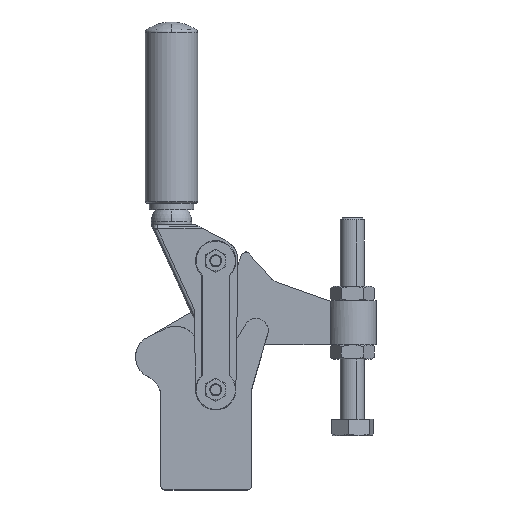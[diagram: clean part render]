
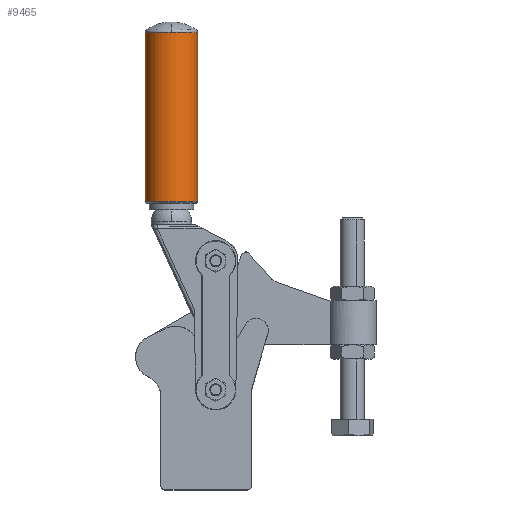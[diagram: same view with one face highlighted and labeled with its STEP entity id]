
A CAD part, top view. The second image highlights one B-rep face of the part: STEP entity #9465.
In plain terms, the highlighted cylindrical face has radius 13 mm (diameter 26 mm), a partial arc.
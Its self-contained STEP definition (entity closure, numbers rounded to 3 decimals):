
#9325=AXIS2_PLACEMENT_3D('Circle Axis2P3D',#9323,#9324,$) ;
#9351=AXIS2_PLACEMENT_3D('Circle Axis2P3D',#9349,#9350,$) ;
#9443=AXIS2_PLACEMENT_3D('Cylinder Axis2P3D',#9440,#9441,#9442) ;
#9447=AXIS2_PLACEMENT_3D('Circle Axis2P3D',#9445,#9446,$) ;
#9454=AXIS2_PLACEMENT_3D('Circle Axis2P3D',#9452,#9453,$) ;
#9320=CARTESIAN_POINT('Vertex',(-150.603,129.344,0.)) ;
#9323=CARTESIAN_POINT('Axis2P3D Location',(-163.603,129.344,0.)) ;
#9327=CARTESIAN_POINT('Vertex',(-163.603,129.344,13.)) ;
#9349=CARTESIAN_POINT('Axis2P3D Location',(-163.603,129.344,0.)) ;
#9353=CARTESIAN_POINT('Vertex',(-176.603,129.344,0.)) ;
#9399=CARTESIAN_POINT('Line Origine',(-176.603,171.195,0.)) ;
#9403=CARTESIAN_POINT('Vertex',(-176.603,213.047,0.)) ;
#9423=CARTESIAN_POINT('Vertex',(-150.603,213.047,0.)) ;
#9426=CARTESIAN_POINT('Line Origine',(-150.603,171.195,0.)) ;
#9440=CARTESIAN_POINT('Axis2P3D Location',(-163.603,171.195,0.)) ;
#9445=CARTESIAN_POINT('Axis2P3D Location',(-163.603,213.047,0.)) ;
#9449=CARTESIAN_POINT('Vertex',(-163.603,213.047,13.)) ;
#9452=CARTESIAN_POINT('Axis2P3D Location',(-163.603,213.047,0.)) ;
#9324=DIRECTION('Axis2P3D Direction',(0.,-1.,0.)) ;
#9350=DIRECTION('Axis2P3D Direction',(0.,-1.,0.)) ;
#9400=DIRECTION('Vector Direction',(0.,-1.,0.)) ;
#9427=DIRECTION('Vector Direction',(0.,-1.,0.)) ;
#9441=DIRECTION('Axis2P3D Direction',(0.,-1.,0.)) ;
#9442=DIRECTION('Axis2P3D XDirection',(1.,0.,0.)) ;
#9446=DIRECTION('Axis2P3D Direction',(0.,-1.,0.)) ;
#9453=DIRECTION('Axis2P3D Direction',(0.,-1.,0.)) ;
#9401=VECTOR('Line Direction',#9400,1.) ;
#9428=VECTOR('Line Direction',#9427,1.) ;
#9458=ORIENTED_EDGE('',*,*,#9430,.T.) ;
#9459=ORIENTED_EDGE('',*,*,#9451,.T.) ;
#9460=ORIENTED_EDGE('',*,*,#9456,.T.) ;
#9461=ORIENTED_EDGE('',*,*,#9405,.T.) ;
#9462=ORIENTED_EDGE('',*,*,#9355,.F.) ;
#9463=ORIENTED_EDGE('',*,*,#9329,.F.) ;
#9465=ADVANCED_FACE('MODULSPANNER_TS_V_HD_800_S_357825',(#9464),#9444,.T.) ;
#9326=CIRCLE('generated circle',#9325,13.) ;
#9352=CIRCLE('generated circle',#9351,13.) ;
#9448=CIRCLE('generated circle',#9447,13.) ;
#9455=CIRCLE('generated circle',#9454,13.) ;
#9444=CYLINDRICAL_SURFACE('generated cylinder',#9443,13.) ;
#9329=EDGE_CURVE('',#9321,#9328,#9326,.T.) ;
#9355=EDGE_CURVE('',#9328,#9354,#9352,.T.) ;
#9405=EDGE_CURVE('',#9404,#9354,#9402,.T.) ;
#9430=EDGE_CURVE('',#9321,#9424,#9429,.F.) ;
#9451=EDGE_CURVE('',#9424,#9450,#9448,.T.) ;
#9456=EDGE_CURVE('',#9450,#9404,#9455,.T.) ;
#9457=EDGE_LOOP('',(#9458,#9459,#9460,#9461,#9462,#9463)) ;
#9464=FACE_OUTER_BOUND('',#9457,.T.) ;
#9402=LINE('Line',#9399,#9401) ;
#9429=LINE('Line',#9426,#9428) ;
#9321=VERTEX_POINT('',#9320) ;
#9328=VERTEX_POINT('',#9327) ;
#9354=VERTEX_POINT('',#9353) ;
#9404=VERTEX_POINT('',#9403) ;
#9424=VERTEX_POINT('',#9423) ;
#9450=VERTEX_POINT('',#9449) ;
